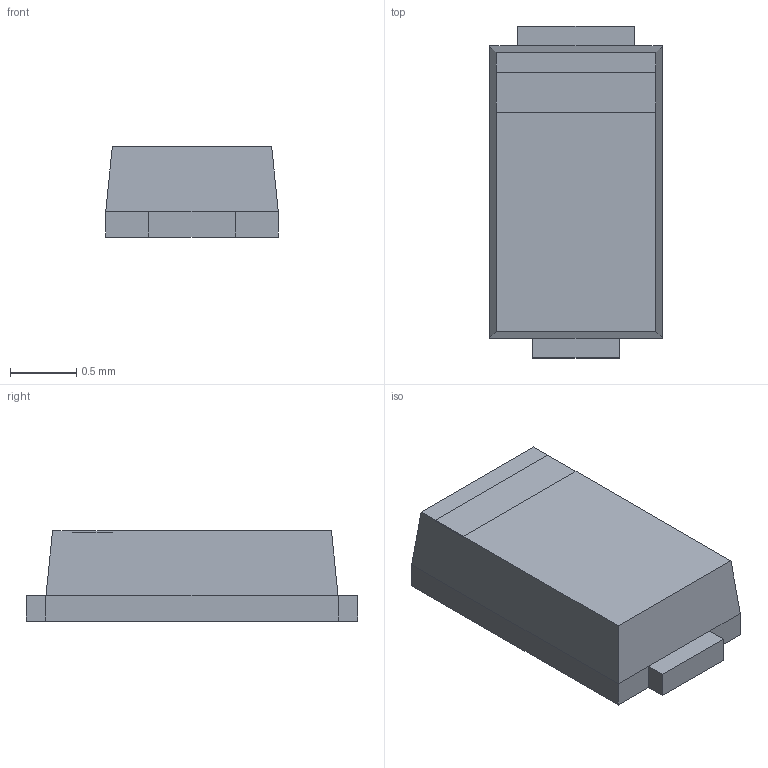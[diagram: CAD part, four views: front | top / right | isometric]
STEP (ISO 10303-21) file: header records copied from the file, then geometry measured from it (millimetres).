
FILE_DESCRIPTION(/* description */ (''),/* implementation_level */ '2;1');
FILE_NAME(/* name */ 'DO-219AD v1.step',/* time_stamp */ '2020-05-15T14:54:07+02:00',/* author */ (''),/* organization */ (''),/* preprocessor_version */ 'ST-DEVELOPER v18',/* originating_system */ 'Autodesk Translation Framework v8.6.0.1094',/* authorisation */ '');
FILE_SCHEMA (('AUTOMOTIVE_DESIGN { 1 0 10303 214 3 1 1 }'));
Length unit declared in the file: millimetre
Products named in the file (1): DO-219AD
Bounding box: 1.3 x 2.5 x 0.68 mm (x, y, z)
Volume: 1.9 mm3; surface area: 16 mm2
Topology: 4 solids, 4 shells, 44 faces, 96 edges, 60 vertices
Faces by surface type: plane 44
Entity records: 1215 total; most frequent: CARTESIAN_POINT 201, ORIENTED_EDGE 192, DIRECTION 186, LINE 96, VECTOR 96, EDGE_CURVE 96, VERTEX_POINT 60, AXIS2_PLACEMENT_3D 45
